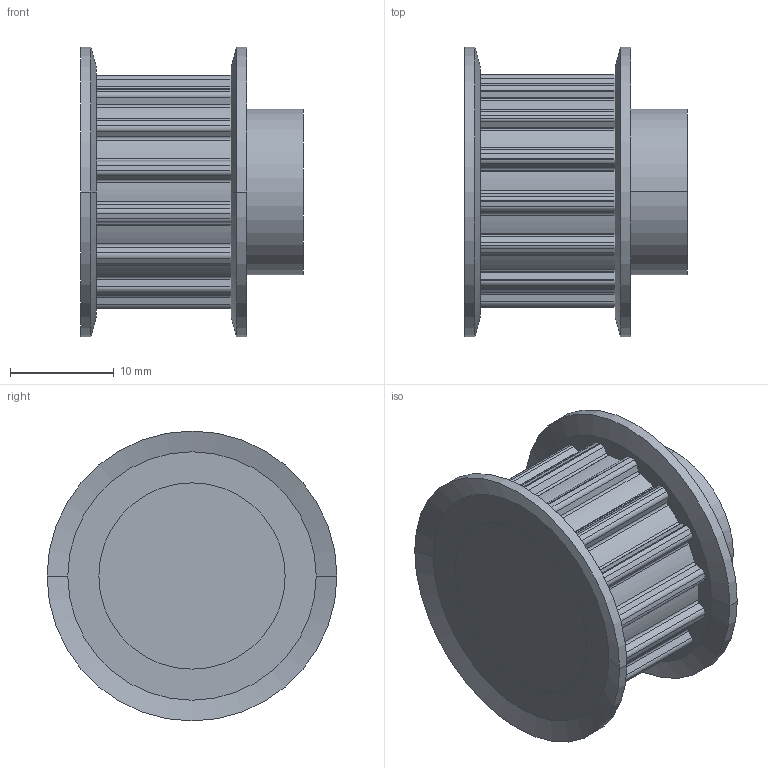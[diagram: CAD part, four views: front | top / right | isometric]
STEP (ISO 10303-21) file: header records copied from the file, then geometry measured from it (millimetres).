
FILE_DESCRIPTION(('HOOPS Exchange Step'),'2;1');
FILE_NAME('export-B072C740-DDA6-418B-B313-15AECE56985A.stp','2024-01-25T15:54:22+01:00',('Engineering'),('Alibre'),'HOOPS Exchange 2021.0','Alibre','Unknown authorisation');
FILE_SCHEMA( ('AP242_MANAGED_MODEL_BASED_3D_ENGINEERING_MIM_LF {1 0 10303 442 1 1 4 }') );
Length unit declared in the file: millimetre
Products named in the file (3): 6562-1 AT5 Pulley 21-AT5 Z=15 for 10mm wide belts BODY; 6562-2 AT5 Pulley 21-AT5 Z=15 for 10mm wide belts FLANGE; 6562 AT5 Pulley 21-AT5 Z=15 for 10mm wide belts
Assembly tree (3 placements, depth 2):
  6562 AT5 Pulley 21-AT5 Z=15 for 10mm wide belts
    6562-1 AT5 Pulley 21-AT5 Z=15 for 10mm wide belts BODY
    6562-2 AT5 Pulley 21-AT5 Z=15 for 10mm wide belts FLANGE  x2
Bounding box: 21.54 x 28 x 28 mm (x, y, z)
Volume: 7048.1 mm3; surface area: 3980.4 mm2
Topology: 3 solids, 3 shells, 173 faces, 484 edges, 320 vertices
Faces by surface type: cylinder 126, plane 39, cone 8
Entity records: 5553 total; most frequent: DIRECTION 1056, CARTESIAN_POINT 944, ORIENTED_EDGE 928, EDGE_CURVE 464, AXIS2_PLACEMENT_3D 420, VERTEX_POINT 308, CIRCLE 248, VECTOR 216
